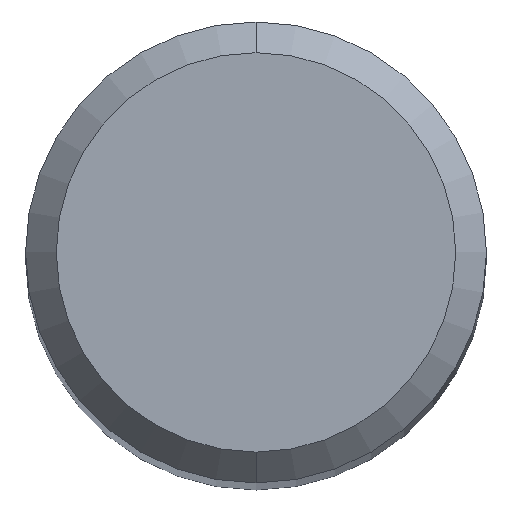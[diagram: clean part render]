
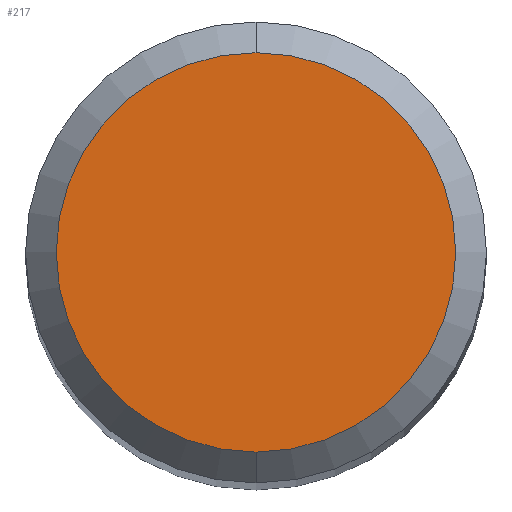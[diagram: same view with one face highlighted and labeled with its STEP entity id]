
A CAD part, top view. The second image highlights one B-rep face of the part: STEP entity #217.
In plain terms, the highlighted planar face has unit normal (0, 0, 1).
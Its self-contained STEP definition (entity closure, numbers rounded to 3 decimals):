
#101=VERTEX_POINT('',#246);
#103=VERTEX_POINT('',#248);
#129=EDGE_CURVE('',#101,#103,#276,.T.);
#151=EDGE_CURVE('',#103,#101,#302,.T.);
#217=ADVANCED_FACE('',(#375),#376,.T.);
#246=CARTESIAN_POINT('',(0.,-2.6,0.0));
#248=CARTESIAN_POINT('',(0.0,2.6,0.0));
#276=CIRCLE('',#440,2.6);
#302=CIRCLE('',#471,2.6);
#375=FACE_OUTER_BOUND('',#564,.T.);
#376=PLANE('',#565);
#440=AXIS2_PLACEMENT_3D('',#608,#609,#610);
#471=AXIS2_PLACEMENT_3D('',#647,#648,#649);
#564=EDGE_LOOP('',(#744,#745));
#565=AXIS2_PLACEMENT_3D('',#746,#747,#748);
#608=CARTESIAN_POINT('',(0.0,0.0,0.0));
#609=DIRECTION('',(0.0,0.0,-1.0));
#610=DIRECTION('',(0.0,1.0,0.0));
#647=CARTESIAN_POINT('',(0.0,0.0,0.0));
#648=DIRECTION('',(0.0,0.0,-1.0));
#649=DIRECTION('',(0.0,1.0,0.0));
#744=ORIENTED_EDGE('',*,*,#151,.F.);
#745=ORIENTED_EDGE('',*,*,#129,.F.);
#746=CARTESIAN_POINT('',(0.0,1.3,0.0));
#747=DIRECTION('',(-0.0,0.0,1.0));
#748=DIRECTION('',(0.0,-1.0,0.0));
